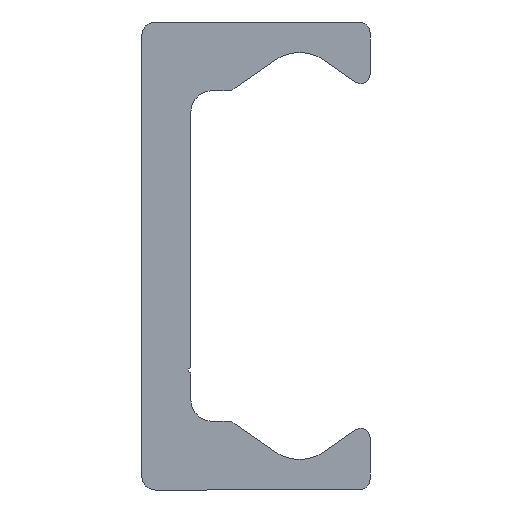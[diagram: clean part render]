
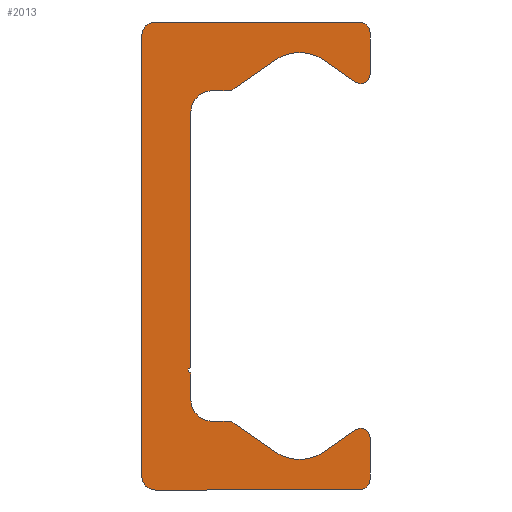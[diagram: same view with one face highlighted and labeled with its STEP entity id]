
A CAD part, left-side view. The second image highlights one B-rep face of the part: STEP entity #2013.
In plain terms, the highlighted planar face has unit normal (-1, 0, 0).
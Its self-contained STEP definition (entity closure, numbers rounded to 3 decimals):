
#1044=CARTESIAN_POINT('',(0.0,9.25,-21.5));
#1045=VERTEX_POINT('',#1044);
#1052=CARTESIAN_POINT('',(0.0,10.5,-20.25));
#1053=VERTEX_POINT('',#1052);
#1054=CARTESIAN_POINT('',(0.0,9.25,-20.25));
#1055=DIRECTION('',(1.0,0.0,0.0));
#1056=DIRECTION('',(0.0,0.0,-1.0));
#1057=AXIS2_PLACEMENT_3D('',#1054,#1055,#1056);
#1058=CIRCLE('',#1057,1.25);
#1059=EDGE_CURVE('',#1045,#1053,#1058,.T.);
#1083=CARTESIAN_POINT('',(0.0,-9.5,-21.5));
#1084=VERTEX_POINT('',#1083);
#1091=CARTESIAN_POINT('',(0.0,-9.5,-21.5));
#1092=DIRECTION('',(0.0,1.0,0.0));
#1093=VECTOR('',#1092,18.75);
#1094=LINE('',#1091,#1093);
#1095=EDGE_CURVE('',#1084,#1045,#1094,.T.);
#1115=CARTESIAN_POINT('',(0.0,-10.5,-20.5));
#1116=VERTEX_POINT('',#1115);
#1123=CARTESIAN_POINT('',(0.0,-9.5,-20.5));
#1124=DIRECTION('',(1.0,0.0,0.0));
#1125=DIRECTION('',(0.0,-1.0,0.0));
#1126=AXIS2_PLACEMENT_3D('',#1123,#1124,#1125);
#1127=CIRCLE('',#1126,1.0);
#1128=EDGE_CURVE('',#1116,#1084,#1127,.T.);
#1147=CARTESIAN_POINT('',(0.0,-10.5,-16.65));
#1148=VERTEX_POINT('',#1147);
#1155=CARTESIAN_POINT('',(0.0,-10.5,-16.65));
#1156=DIRECTION('',(0.0,0.0,-1.0));
#1157=VECTOR('',#1156,3.85);
#1158=LINE('',#1155,#1157);
#1159=EDGE_CURVE('',#1148,#1116,#1158,.T.);
#1179=CARTESIAN_POINT('',(0.0,-9.162,-15.954));
#1180=VERTEX_POINT('',#1179);
#1187=CARTESIAN_POINT('',(0.0,-9.65,-16.65));
#1188=DIRECTION('',(1.0,0.0,0.0));
#1189=DIRECTION('',(0.0,0.574,0.819));
#1190=AXIS2_PLACEMENT_3D('',#1187,#1188,#1189);
#1191=CIRCLE('',#1190,0.85);
#1192=EDGE_CURVE('',#1180,#1148,#1191,.T.);
#1211=CARTESIAN_POINT('',(0.0,-6.294,-17.962));
#1212=VERTEX_POINT('',#1211);
#1219=CARTESIAN_POINT('',(0.0,-6.294,-17.962));
#1220=DIRECTION('',(0.0,-0.819,0.574));
#1221=VECTOR('',#1220,3.501);
#1222=LINE('',#1219,#1221);
#1223=EDGE_CURVE('',#1212,#1180,#1222,.T.);
#1243=CARTESIAN_POINT('',(0.0,-1.706,-17.962));
#1244=VERTEX_POINT('',#1243);
#1251=CARTESIAN_POINT('',(0.0,-4.,-14.685));
#1252=DIRECTION('',(-1.0,0.0,0.0));
#1253=DIRECTION('',(0.0,0.574,0.819));
#1254=AXIS2_PLACEMENT_3D('',#1251,#1252,#1253);
#1255=CIRCLE('',#1254,4.0);
#1256=EDGE_CURVE('',#1244,#1212,#1255,.T.);
#1275=CARTESIAN_POINT('',(0.0,1.981,-15.381));
#1276=VERTEX_POINT('',#1275);
#1283=CARTESIAN_POINT('',(0.0,1.981,-15.381));
#1284=DIRECTION('',(0.0,-0.819,-0.574));
#1285=VECTOR('',#1284,4.5);
#1286=LINE('',#1283,#1285);
#1287=EDGE_CURVE('',#1276,#1244,#1286,.T.);
#1307=CARTESIAN_POINT('',(0.0,2.554,-15.2));
#1308=VERTEX_POINT('',#1307);
#1315=CARTESIAN_POINT('',(0.0,2.554,-16.2));
#1316=DIRECTION('',(1.0,0.0,0.0));
#1317=DIRECTION('',(0.0,0.0,1.0));
#1318=AXIS2_PLACEMENT_3D('',#1315,#1316,#1317);
#1319=CIRCLE('',#1318,1.);
#1320=EDGE_CURVE('',#1308,#1276,#1319,.T.);
#1339=CARTESIAN_POINT('',(0.0,4.0,-15.2));
#1340=VERTEX_POINT('',#1339);
#1347=CARTESIAN_POINT('',(0.0,4.0,-15.2));
#1348=DIRECTION('',(0.0,-1.0,0.0));
#1349=VECTOR('',#1348,1.446);
#1350=LINE('',#1347,#1349);
#1351=EDGE_CURVE('',#1340,#1308,#1350,.T.);
#1371=CARTESIAN_POINT('',(0.0,6.,-13.2));
#1372=VERTEX_POINT('',#1371);
#1379=CARTESIAN_POINT('',(0.0,4.,-13.2));
#1380=DIRECTION('',(-1.0,0.0,0.0));
#1381=DIRECTION('',(0.0,0.0,1.0));
#1382=AXIS2_PLACEMENT_3D('',#1379,#1380,#1381);
#1383=CIRCLE('',#1382,2.0);
#1384=EDGE_CURVE('',#1372,#1340,#1383,.T.);
#1403=CARTESIAN_POINT('',(0.0,6.,-10.75));
#1404=VERTEX_POINT('',#1403);
#1411=CARTESIAN_POINT('',(0.0,6.,-10.75));
#1412=DIRECTION('',(0.0,0.0,-1.0));
#1413=VECTOR('',#1412,2.45);
#1414=LINE('',#1411,#1413);
#1415=EDGE_CURVE('',#1404,#1372,#1414,.T.);
#1435=CARTESIAN_POINT('',(0.0,6.,-10.25));
#1436=VERTEX_POINT('',#1435);
#1443=CARTESIAN_POINT('',(0.0,6.,-10.5));
#1444=DIRECTION('',(-1.0,0.0,0.0));
#1445=DIRECTION('',(0.0,0.0,1.0));
#1446=AXIS2_PLACEMENT_3D('',#1443,#1444,#1445);
#1447=CIRCLE('',#1446,0.25);
#1448=EDGE_CURVE('',#1436,#1404,#1447,.T.);
#1467=CARTESIAN_POINT('',(0.0,6.,13.2));
#1468=VERTEX_POINT('',#1467);
#1475=CARTESIAN_POINT('',(0.0,6.,13.2));
#1476=DIRECTION('',(0.0,0.0,-1.0));
#1477=VECTOR('',#1476,23.45);
#1478=LINE('',#1475,#1477);
#1479=EDGE_CURVE('',#1468,#1436,#1478,.T.);
#1559=CARTESIAN_POINT('',(0.0,4.0,15.2));
#1560=VERTEX_POINT('',#1559);
#1567=CARTESIAN_POINT('',(0.0,4.,13.2));
#1568=DIRECTION('',(-1.0,0.0,0.0));
#1569=DIRECTION('',(0.0,-1.0,0.0));
#1570=AXIS2_PLACEMENT_3D('',#1567,#1568,#1569);
#1571=CIRCLE('',#1570,2.0);
#1572=EDGE_CURVE('',#1560,#1468,#1571,.T.);
#1591=CARTESIAN_POINT('',(0.0,2.554,15.2));
#1592=VERTEX_POINT('',#1591);
#1599=CARTESIAN_POINT('',(0.0,2.554,15.2));
#1600=DIRECTION('',(0.0,1.0,0.0));
#1601=VECTOR('',#1600,1.446);
#1602=LINE('',#1599,#1601);
#1603=EDGE_CURVE('',#1592,#1560,#1602,.T.);
#1623=CARTESIAN_POINT('',(0.0,1.981,15.381));
#1624=VERTEX_POINT('',#1623);
#1631=CARTESIAN_POINT('',(0.0,2.554,16.2));
#1632=DIRECTION('',(1.0,0.0,0.0));
#1633=DIRECTION('',(0.0,-0.574,-0.819));
#1634=AXIS2_PLACEMENT_3D('',#1631,#1632,#1633);
#1635=CIRCLE('',#1634,1.);
#1636=EDGE_CURVE('',#1624,#1592,#1635,.T.);
#1655=CARTESIAN_POINT('',(0.0,-1.706,17.962));
#1656=VERTEX_POINT('',#1655);
#1663=CARTESIAN_POINT('',(0.0,-1.706,17.962));
#1664=DIRECTION('',(0.0,0.819,-0.574));
#1665=VECTOR('',#1664,4.5);
#1666=LINE('',#1663,#1665);
#1667=EDGE_CURVE('',#1656,#1624,#1666,.T.);
#1687=CARTESIAN_POINT('',(0.0,-6.294,17.962));
#1688=VERTEX_POINT('',#1687);
#1695=CARTESIAN_POINT('',(0.0,-4.,14.685));
#1696=DIRECTION('',(-1.0,0.0,0.0));
#1697=DIRECTION('',(0.0,-0.574,-0.819));
#1698=AXIS2_PLACEMENT_3D('',#1695,#1696,#1697);
#1699=CIRCLE('',#1698,4.0);
#1700=EDGE_CURVE('',#1688,#1656,#1699,.T.);
#1719=CARTESIAN_POINT('',(0.0,-9.162,15.954));
#1720=VERTEX_POINT('',#1719);
#1727=CARTESIAN_POINT('',(0.0,-9.162,15.954));
#1728=DIRECTION('',(0.0,0.819,0.574));
#1729=VECTOR('',#1728,3.501);
#1730=LINE('',#1727,#1729);
#1731=EDGE_CURVE('',#1720,#1688,#1730,.T.);
#1751=CARTESIAN_POINT('',(0.0,-10.5,16.65));
#1752=VERTEX_POINT('',#1751);
#1759=CARTESIAN_POINT('',(0.0,-9.65,16.65));
#1760=DIRECTION('',(1.0,0.0,0.0));
#1761=DIRECTION('',(0.0,-1.0,0.0));
#1762=AXIS2_PLACEMENT_3D('',#1759,#1760,#1761);
#1763=CIRCLE('',#1762,0.85);
#1764=EDGE_CURVE('',#1752,#1720,#1763,.T.);
#1783=CARTESIAN_POINT('',(0.0,-10.5,20.5));
#1784=VERTEX_POINT('',#1783);
#1791=CARTESIAN_POINT('',(0.0,-10.5,20.5));
#1792=DIRECTION('',(0.0,0.0,-1.0));
#1793=VECTOR('',#1792,3.85);
#1794=LINE('',#1791,#1793);
#1795=EDGE_CURVE('',#1784,#1752,#1794,.T.);
#1815=CARTESIAN_POINT('',(0.0,-9.5,21.5));
#1816=VERTEX_POINT('',#1815);
#1823=CARTESIAN_POINT('',(0.0,-9.5,20.5));
#1824=DIRECTION('',(1.0,0.0,0.0));
#1825=DIRECTION('',(0.0,0.0,1.0));
#1826=AXIS2_PLACEMENT_3D('',#1823,#1824,#1825);
#1827=CIRCLE('',#1826,1.0);
#1828=EDGE_CURVE('',#1816,#1784,#1827,.T.);
#1847=CARTESIAN_POINT('',(0.0,9.25,21.5));
#1848=VERTEX_POINT('',#1847);
#1855=CARTESIAN_POINT('',(0.0,9.25,21.5));
#1856=DIRECTION('',(0.0,-1.0,0.0));
#1857=VECTOR('',#1856,18.75);
#1858=LINE('',#1855,#1857);
#1859=EDGE_CURVE('',#1848,#1816,#1858,.T.);
#1879=CARTESIAN_POINT('',(0.0,10.5,20.25));
#1880=VERTEX_POINT('',#1879);
#1887=CARTESIAN_POINT('',(0.0,9.25,20.25));
#1888=DIRECTION('',(1.0,0.0,0.0));
#1889=DIRECTION('',(0.0,1.0,0.0));
#1890=AXIS2_PLACEMENT_3D('',#1887,#1888,#1889);
#1891=CIRCLE('',#1890,1.25);
#1892=EDGE_CURVE('',#1880,#1848,#1891,.T.);
#1910=CARTESIAN_POINT('',(0.0,10.5,-20.25));
#1911=DIRECTION('',(0.0,0.0,1.0));
#1912=VECTOR('',#1911,40.5);
#1913=LINE('',#1910,#1912);
#1914=EDGE_CURVE('',#1053,#1880,#1913,.T.);
#1980=CARTESIAN_POINT('',(0.0,2.66,-0.019));
#1981=DIRECTION('',(1.0,0.0,0.0));
#1982=DIRECTION('',(0.0,0.0,-1.0));
#1983=AXIS2_PLACEMENT_3D('',#1980,#1981,#1982);
#1984=PLANE('',#1983);
#1985=ORIENTED_EDGE('',*,*,#1914,.F.);
#1986=ORIENTED_EDGE('',*,*,#1059,.F.);
#1987=ORIENTED_EDGE('',*,*,#1095,.F.);
#1988=ORIENTED_EDGE('',*,*,#1128,.F.);
#1989=ORIENTED_EDGE('',*,*,#1159,.F.);
#1990=ORIENTED_EDGE('',*,*,#1192,.F.);
#1991=ORIENTED_EDGE('',*,*,#1223,.F.);
#1992=ORIENTED_EDGE('',*,*,#1256,.F.);
#1993=ORIENTED_EDGE('',*,*,#1287,.F.);
#1994=ORIENTED_EDGE('',*,*,#1320,.F.);
#1995=ORIENTED_EDGE('',*,*,#1351,.F.);
#1996=ORIENTED_EDGE('',*,*,#1384,.F.);
#1997=ORIENTED_EDGE('',*,*,#1415,.F.);
#1998=ORIENTED_EDGE('',*,*,#1448,.F.);
#1999=ORIENTED_EDGE('',*,*,#1479,.F.);
#2000=ORIENTED_EDGE('',*,*,#1572,.F.);
#2001=ORIENTED_EDGE('',*,*,#1603,.F.);
#2002=ORIENTED_EDGE('',*,*,#1636,.F.);
#2003=ORIENTED_EDGE('',*,*,#1667,.F.);
#2004=ORIENTED_EDGE('',*,*,#1700,.F.);
#2005=ORIENTED_EDGE('',*,*,#1731,.F.);
#2006=ORIENTED_EDGE('',*,*,#1764,.F.);
#2007=ORIENTED_EDGE('',*,*,#1795,.F.);
#2008=ORIENTED_EDGE('',*,*,#1828,.F.);
#2009=ORIENTED_EDGE('',*,*,#1859,.F.);
#2010=ORIENTED_EDGE('',*,*,#1892,.F.);
#2011=EDGE_LOOP('',(#1985,#1986,#1987,#1988,#1989,#1990,#1991,#1992,#1993,#1994,#1995,#1996,#1997,#1998,#1999,#2000,#2001,#2002,#2003,#2004,#2005,#2006,#2007,#2008,#2009,#2010));
#2012=FACE_OUTER_BOUND('',#2011,.T.);
#2013=ADVANCED_FACE('',(#2012),#1984,.F.);
